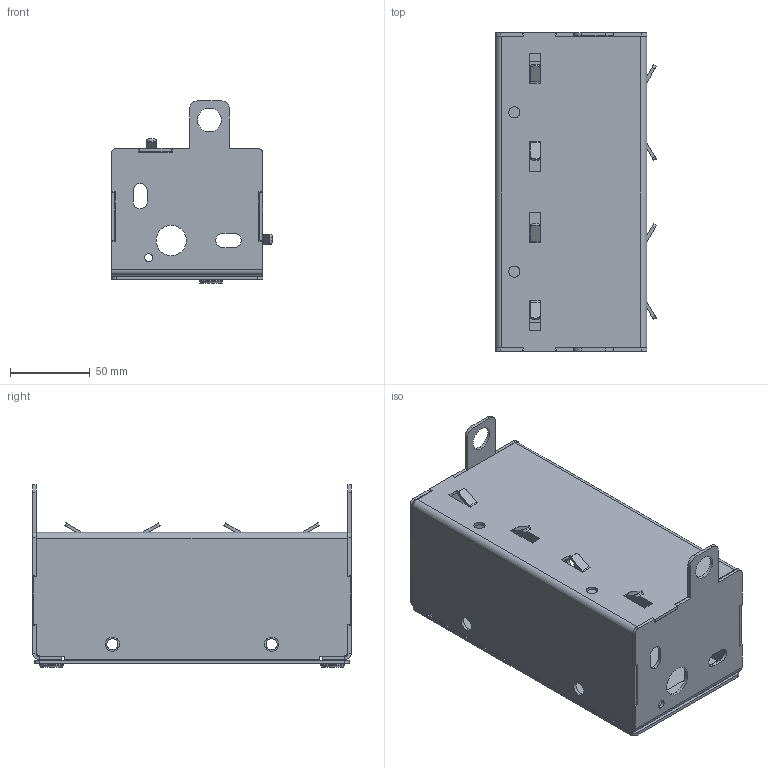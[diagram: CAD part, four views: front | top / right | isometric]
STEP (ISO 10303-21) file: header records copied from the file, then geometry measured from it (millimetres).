
FILE_DESCRIPTION (( 'STEP AP214' ), '1' );
FILE_NAME ('708.200.STEP', '2025-04-17T06:25:03', ( '' ), ( '' ), 'SwSTEP 2.0', 'SolidWorks 2021', '' );
FILE_SCHEMA (( 'AUTOMOTIVE_DESIGN' ));
Length unit declared in the file: millimetre
Products named in the file (7): 708.000.02-2; 708.200.03; 708.000.02; Çàêëåïêà ðåçüáîâàÿ Ì6 øåñòèãðàííàÿ ñ óìåíüøåííûì áîðòîì; Âèíò Ì6õ16 ìåáåëüíûé; 708.200.01; 708.200
Assembly tree (8 placements, depth 2):
  708.200
    708.000.02
    708.200.01
    708.200.03
    708.000.02-2
    Çàêëåïêà ðåçüáîâàÿ Ì6 øåñòèãðàííàÿ ñ óìåíüøåííûì áîðòîì  x2
    Âèíò Ì6õ16 ìåáåëüíûé  x2
Bounding box: 101.08 x 200.4 x 114.46 mm (x, y, z)
Volume: 171045.9 mm3; surface area: 179354.1 mm2
Topology: 8 solids, 8 shells, 560 faces, 1462 edges, 920 vertices
Faces by surface type: plane 310, cylinder 206, cone 28, bspline 12, torus 4
Entity records: 17710 total; most frequent: CARTESIAN_POINT 6436, ORIENTED_EDGE 2352, DIRECTION 2194, EDGE_CURVE 1176, LINE 836, VECTOR 836, VERTEX_POINT 742, AXIS2_PLACEMENT_3D 679
